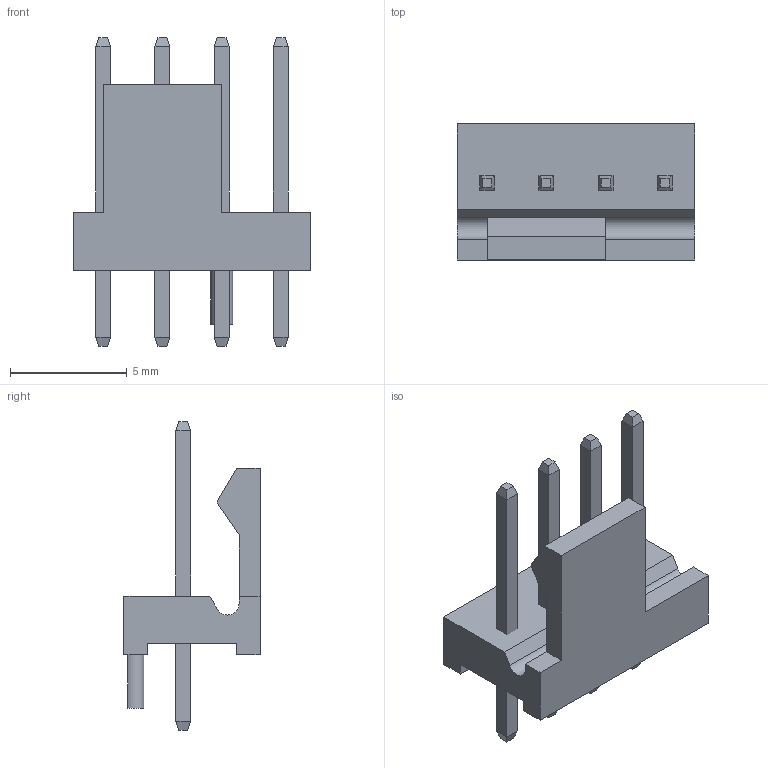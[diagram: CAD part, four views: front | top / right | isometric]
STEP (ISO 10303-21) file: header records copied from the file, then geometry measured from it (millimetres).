
FILE_DESCRIPTION(('STEP AP214'), '1');
FILE_NAME('4_PIN_PWM', '2018-03-11T21:17:36', ('Nobody'), (''), 'ASCON STEP Converter 1.3', 'ASCON Math Kernel', '');
FILE_SCHEMA(('AUTOMOTIVE_DESIGN { 1 0 10303 214 3 1 1}'));
Length unit declared in the file: millimetre
Assembly tree (5 placements, depth 2):
  (unnamed)
    (unnamed)
    (unnamed)  x4
Bounding box: 10.2 x 5.84 x 13.25 mm (x, y, z)
Volume: 176.7 mm3; surface area: 428.1 mm2
Topology: 5 solids, 5 shells, 80 faces, 175 edges, 106 vertices
Faces by surface type: plane 78, cylinder 2
Entity records: 1606 total; most frequent: CARTESIAN_POINT 193, DIRECTION 183, ORIENTED_EDGE 182, EDGE_CURVE 91, LINE 87, VECTOR 87, VERTEX_POINT 58, AXIS2_PLACEMENT_3D 48
